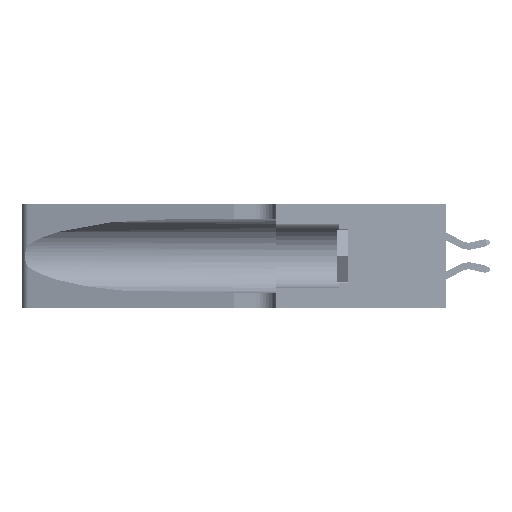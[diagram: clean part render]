
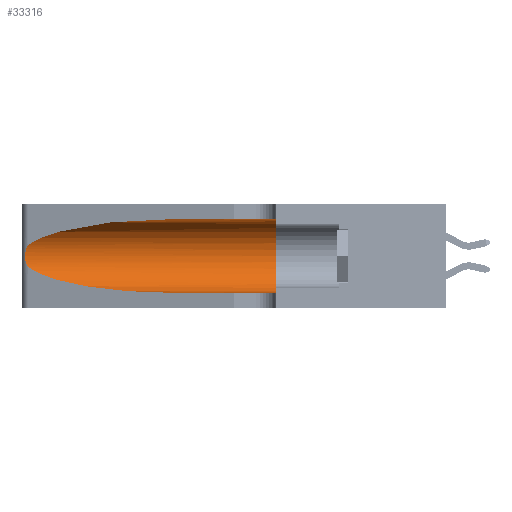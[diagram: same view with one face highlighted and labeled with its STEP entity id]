
A CAD part, left-side view. The second image highlights one B-rep face of the part: STEP entity #33316.
In plain terms, the highlighted cylindrical face has radius 3.308 mm (diameter 6.617 mm), a partial arc.
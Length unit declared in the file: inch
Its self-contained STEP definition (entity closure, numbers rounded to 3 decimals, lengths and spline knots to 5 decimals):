
#2434 = CARTESIAN_POINT ( 'NONE',  ( 0.26075, 1.23896, 0.178 ) ) ;
#2663 = CARTESIAN_POINT ( 'NONE',  ( 0.2373, 1.15595, 0.28018 ) ) ;
#2725 =( BOUNDED_CURVE ( )  B_SPLINE_CURVE ( 3, ( #26534, #8311, #37430, #15698 ),
 .UNSPECIFIED., .F., .F. ) 
 B_SPLINE_CURVE_WITH_KNOTS ( ( 4, 4 ),
 ( 3.44316, 4.71239 ),
 .UNSPECIFIED. ) 
 CURVE ( )  GEOMETRIC_REPRESENTATION_ITEM ( )  RATIONAL_B_SPLINE_CURVE ( ( 1., 0.87, 0.87, 1. ) ) 
 REPRESENTATION_ITEM ( '' )  );
#3880 = AXIS2_PLACEMENT_3D ( 'NONE', #42713, #20981, #46299 ) ;
#5300 = CARTESIAN_POINT ( 'NONE',  ( 0.1305, 0.35, 0.31525 ) ) ;
#6121 = CARTESIAN_POINT ( 'NONE',  ( 0.25856, 1.23593, 0.16098 ) ) ;
#6235 = ORIENTED_EDGE ( 'NONE', *, *, #30136, .T. ) ;
#8311 = CARTESIAN_POINT ( 'NONE',  ( 0.2373, 1.15595, 0.08982 ) ) ;
#9601 = CARTESIAN_POINT ( 'NONE',  ( 0.25555, 1.22994, 0.2215 ) ) ;
#9691 = DIRECTION ( 'NONE',  ( 0., -1., 0. ) ) ;
#9763 = CARTESIAN_POINT ( 'NONE',  ( 0.25639, 1.23186, 0.15144 ) ) ;
#9816 = VERTEX_POINT ( 'NONE', #37314 ) ;
#10324 = DIRECTION ( 'NONE',  ( 0., -1., 0. ) ) ;
#10556 = EDGE_CURVE ( 'NONE', #19617, #9816, #44979, .T. ) ;
#11377 = CYLINDRICAL_SURFACE ( 'NONE', #25358, 0.13025 ) ;
#13256 = CARTESIAN_POINT ( 'NONE',  ( 0.25487, 1.22718, 0.22369 ) ) ;
#13419 = CARTESIAN_POINT ( 'NONE',  ( 0.25487, 1.22718, 0.14631 ) ) ;
#13693 = FACE_OUTER_BOUND ( 'NONE', #25296, .T. ) ;
#13989 = VERTEX_POINT ( 'NONE', #5300 ) ;
#15698 = CARTESIAN_POINT ( 'NONE',  ( 0.1305, 0.72297, 0.05475 ) ) ;
#16981 = CARTESIAN_POINT ( 'NONE',  ( 0.25639, 1.23184, 0.21858 ) ) ;
#18095 = CARTESIAN_POINT ( 'NONE',  ( 0.1305, 1.61858, 0.185 ) ) ;
#18702 = ORIENTED_EDGE ( 'NONE', *, *, #10556, .T. ) ;
#18842 = ORIENTED_EDGE ( 'NONE', *, *, #31295, .F. ) ;
#19617 = VERTEX_POINT ( 'NONE', #43256 ) ;
#20641 = CARTESIAN_POINT ( 'NONE',  ( 0.25854, 1.2359, 0.20912 ) ) ;
#20669 = LINE ( 'NONE', #32165, #22940 ) ;
#20981 = DIRECTION ( 'NONE',  ( 0., 1., 0. ) ) ;
#22940 = VECTOR ( 'NONE', #10324, 39.37008 ) ;
#24328 = CARTESIAN_POINT ( 'NONE',  ( 0.26075, 1.23896, 0.19203 ) ) ;
#24552 = VERTEX_POINT ( 'NONE', #28761 ) ;
#24704 =( BOUNDED_CURVE ( )  B_SPLINE_CURVE ( 3, ( #42597, #46186, #2663, #28193 ),
 .UNSPECIFIED., .F., .T. ) 
 B_SPLINE_CURVE_WITH_KNOTS ( ( 4, 4 ),
 ( 1.5708, 2.84003 ),
 .UNSPECIFIED. ) 
 CURVE ( )  GEOMETRIC_REPRESENTATION_ITEM ( )  RATIONAL_B_SPLINE_CURVE ( ( 1., 0.87, 0.87, 1. ) ) 
 REPRESENTATION_ITEM ( '' )  );
#25296 = EDGE_LOOP ( 'NONE', ( #36595, #18702, #35208, #6235, #18842, #26859 ) ) ;
#25358 = AXIS2_PLACEMENT_3D ( 'NONE', #18095, #47059, #25441 ) ;
#25441 = DIRECTION ( 'NONE',  ( 0., 0., -1. ) ) ;
#25515 = VERTEX_POINT ( 'NONE', #39461 ) ;
#26534 = CARTESIAN_POINT ( 'NONE',  ( 0.25487, 1.22718, 0.14631 ) ) ;
#26859 = ORIENTED_EDGE ( 'NONE', *, *, #42205, .F. ) ;
#27087 = EDGE_CURVE ( 'NONE', #9816, #25515, #2725, .T. ) ;
#27895 = CARTESIAN_POINT ( 'NONE',  ( 0.1305, 1.61858, 0.31525 ) ) ;
#27967 = CARTESIAN_POINT ( 'NONE',  ( 0.26017, 1.23833, 0.17102 ) ) ;
#28193 = CARTESIAN_POINT ( 'NONE',  ( 0.25487, 1.22718, 0.22369 ) ) ;
#28761 = CARTESIAN_POINT ( 'NONE',  ( 0.1305, 0.72297, 0.31525 ) ) ;
#29641 = CIRCLE ( 'NONE', #3880, 0.13025 ) ;
#30136 = EDGE_CURVE ( 'NONE', #25515, #32900, #20669, .T. ) ;
#31295 = EDGE_CURVE ( 'NONE', #13989, #32900, #29641, .T. ) ;
#31581 = CARTESIAN_POINT ( 'NONE',  ( 0.25789, 1.23486, 0.15765 ) ) ;
#32165 = CARTESIAN_POINT ( 'NONE',  ( 0.1305, 1.61858, 0.05475 ) ) ;
#32585 = EDGE_CURVE ( 'NONE', #24552, #19617, #24704, .T. ) ;
#32900 = VERTEX_POINT ( 'NONE', #41462 ) ;
#33316 = ADVANCED_FACE ( 'NONE', ( #13693 ), #11377, .F. ) ;
#33505 = VECTOR ( 'NONE', #9691, 39.37008 ) ;
#35208 = ORIENTED_EDGE ( 'NONE', *, *, #27087, .T. ) ;
#35221 = CARTESIAN_POINT ( 'NONE',  ( 0.25555, 1.22993, 0.14849 ) ) ;
#36595 = ORIENTED_EDGE ( 'NONE', *, *, #32585, .T. ) ;
#37314 = CARTESIAN_POINT ( 'NONE',  ( 0.25487, 1.22718, 0.14631 ) ) ;
#37430 = CARTESIAN_POINT ( 'NONE',  ( 0.18966, 0.96281, 0.05475 ) ) ;
#39461 = CARTESIAN_POINT ( 'NONE',  ( 0.1305, 0.72297, 0.05475 ) ) ;
#41462 = CARTESIAN_POINT ( 'NONE',  ( 0.1305, 0.35, 0.05475 ) ) ;
#42035 = LINE ( 'NONE', #27895, #33505 ) ;
#42205 = EDGE_CURVE ( 'NONE', #24552, #13989, #42035, .T. ) ;
#42372 = CARTESIAN_POINT ( 'NONE',  ( 0.25787, 1.23484, 0.2124 ) ) ;
#42597 = CARTESIAN_POINT ( 'NONE',  ( 0.1305, 0.72297, 0.31525 ) ) ;
#42713 = CARTESIAN_POINT ( 'NONE',  ( 0.1305, 0.35, 0.185 ) ) ;
#43256 = CARTESIAN_POINT ( 'NONE',  ( 0.25487, 1.22718, 0.22369 ) ) ;
#44979 = B_SPLINE_CURVE_WITH_KNOTS ( 'NONE', 3,
 ( #13256, #9601, #16981, #42372, #20641, #45963, #24328, #2434, #27967, #6121, #31581, #9763, #35221, #13419 ),
 .UNSPECIFIED., .F., .F.,
 ( 4, 2, 2, 2, 2, 2, 4 ),
 ( 0., 0.00027, 0.00053, 0.00107, 0.0016, 0.00187, 0.00214 ),
 .UNSPECIFIED. ) ;
#45963 = CARTESIAN_POINT ( 'NONE',  ( 0.26018, 1.23835, 0.19895 ) ) ;
#46186 = CARTESIAN_POINT ( 'NONE',  ( 0.18966, 0.96281, 0.31525 ) ) ;
#46299 = DIRECTION ( 'NONE',  ( 0., 0., 1. ) ) ;
#47059 = DIRECTION ( 'NONE',  ( 0., -1., 0. ) ) ;
